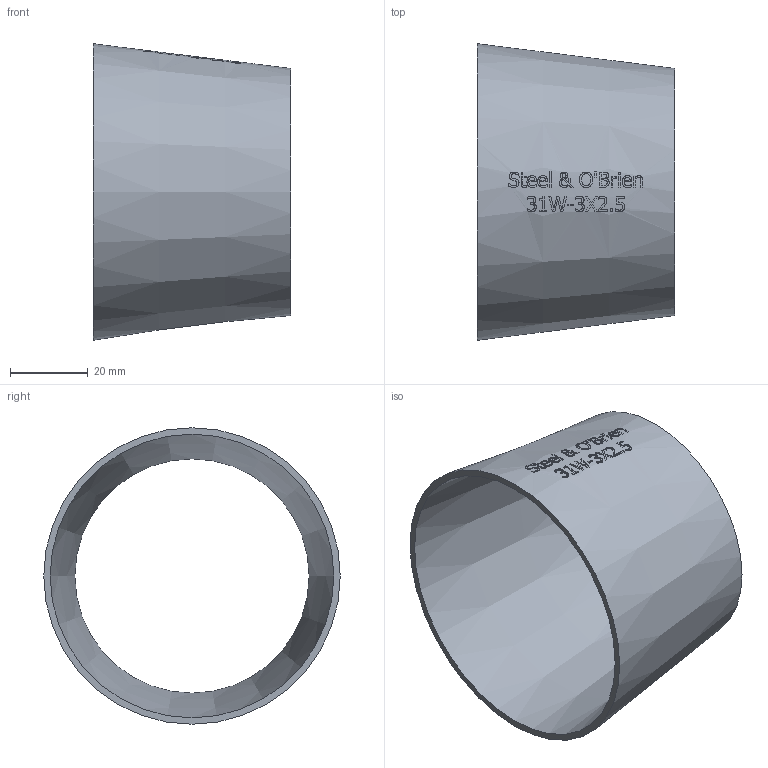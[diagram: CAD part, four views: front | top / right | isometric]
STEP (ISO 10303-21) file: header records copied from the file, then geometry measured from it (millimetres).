
FILE_DESCRIPTION(/* description */ (''),/* implementation_level */ '2;1');
FILE_NAME(/* name */ '31W-3X2.5.stp',/* time_stamp */ '2019-07-26T16:22:49-04:00',/* author */ ('rick'),/* organization */ (''),/* preprocessor_version */ 'ST-DEVELOPER v15.2',/* originating_system */ 'Autodesk Inventor 2014',/* authorisation */ '');
FILE_SCHEMA (('AUTOMOTIVE_DESIGN { 1 0 10303 214 3 1 1 }'));
Length unit declared in the file: inch
Products named in the file (1): 31W-3X2.5
Bounding box: 50.8 x 76.2 x 76.2 mm (x, y, z)
Volume: 17960.4 mm3; surface area: 22687.5 mm2
Topology: 1 solids, 1 shells, 369 faces, 1008 edges, 672 vertices
Faces by surface type: bspline 182, plane 154, cone 33
Entity records: 14980 total; most frequent: CARTESIAN_POINT 6670, ORIENTED_EDGE 2012, DIRECTION 1182, EDGE_CURVE 1006, VERTEX_POINT 672, LINE 474, VECTOR 474, EDGE_LOOP 404
